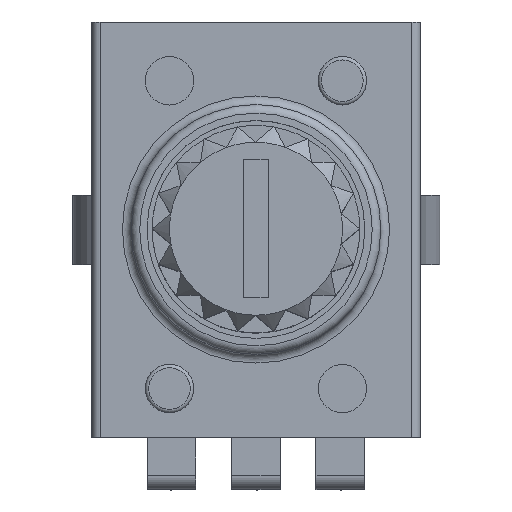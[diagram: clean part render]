
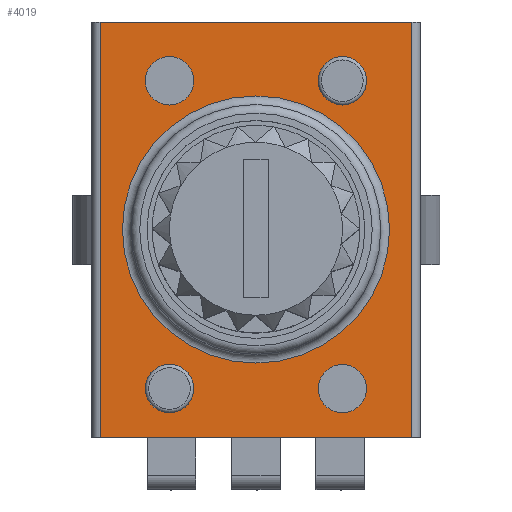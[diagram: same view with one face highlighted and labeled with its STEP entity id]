
A CAD part, top view. The second image highlights one B-rep face of the part: STEP entity #4019.
In plain terms, the highlighted planar face has unit normal (0, 0, 1).
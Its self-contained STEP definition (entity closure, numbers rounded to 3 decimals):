
#61=FACE_BOUND('',#646,.T.);
#62=FACE_BOUND('',#647,.T.);
#63=FACE_BOUND('',#648,.T.);
#64=FACE_BOUND('',#649,.T.);
#65=FACE_BOUND('',#650,.T.);
#194=CIRCLE('',#4314,0.7);
#195=CIRCLE('',#4317,0.7);
#203=CIRCLE('',#4328,3.862);
#204=CIRCLE('',#4333,0.7);
#205=CIRCLE('',#4334,0.7);
#411=FACE_OUTER_BOUND('',#645,.T.);
#645=EDGE_LOOP('',(#2895,#2896,#2897,#2898));
#646=EDGE_LOOP('',(#2899));
#647=EDGE_LOOP('',(#2900));
#648=EDGE_LOOP('',(#2901));
#649=EDGE_LOOP('',(#2902));
#650=EDGE_LOOP('',(#2903));
#929=LINE('',#6547,#1296);
#930=LINE('',#6549,#1297);
#931=LINE('',#6551,#1298);
#932=LINE('',#6552,#1299);
#1296=VECTOR('',#5032,1000.);
#1297=VECTOR('',#5033,1000.);
#1298=VECTOR('',#5034,1000.);
#1299=VECTOR('',#5035,1000.);
#1671=VERTEX_POINT('',#6499);
#1672=VERTEX_POINT('',#6504);
#1678=VERTEX_POINT('',#6521);
#1687=VERTEX_POINT('',#6545);
#1688=VERTEX_POINT('',#6546);
#1689=VERTEX_POINT('',#6548);
#1690=VERTEX_POINT('',#6550);
#1691=VERTEX_POINT('',#6553);
#1692=VERTEX_POINT('',#6555);
#2110=EDGE_CURVE('',#1671,#1671,#194,.T.);
#2112=EDGE_CURVE('',#1672,#1672,#195,.T.);
#2120=EDGE_CURVE('',#1678,#1678,#203,.F.);
#2130=EDGE_CURVE('',#1687,#1688,#929,.T.);
#2131=EDGE_CURVE('',#1688,#1689,#930,.T.);
#2132=EDGE_CURVE('',#1689,#1690,#931,.T.);
#2133=EDGE_CURVE('',#1690,#1687,#932,.T.);
#2134=EDGE_CURVE('',#1691,#1691,#204,.T.);
#2135=EDGE_CURVE('',#1692,#1692,#205,.T.);
#2895=ORIENTED_EDGE('',*,*,#2130,.T.);
#2896=ORIENTED_EDGE('',*,*,#2131,.T.);
#2897=ORIENTED_EDGE('',*,*,#2132,.T.);
#2898=ORIENTED_EDGE('',*,*,#2133,.T.);
#2899=ORIENTED_EDGE('',*,*,#2120,.T.);
#2900=ORIENTED_EDGE('',*,*,#2112,.F.);
#2901=ORIENTED_EDGE('',*,*,#2110,.F.);
#2902=ORIENTED_EDGE('',*,*,#2134,.T.);
#2903=ORIENTED_EDGE('',*,*,#2135,.T.);
#3598=PLANE('',#4332);
#4019=ADVANCED_FACE('',(#411,#61,#62,#63,#64,#65),#3598,.T.);
#4314=AXIS2_PLACEMENT_3D('',#6501,#4984,#4985);
#4317=AXIS2_PLACEMENT_3D('',#6506,#4991,#4992);
#4328=AXIS2_PLACEMENT_3D('',#6523,#5013,#5014);
#4332=AXIS2_PLACEMENT_3D('',#6544,#5030,#5031);
#4333=AXIS2_PLACEMENT_3D('',#6554,#5036,#5037);
#4334=AXIS2_PLACEMENT_3D('',#6556,#5038,#5039);
#4984=DIRECTION('center_axis',(0.,0.,1.));
#4985=DIRECTION('ref_axis',(1.,0.,0.));
#4991=DIRECTION('center_axis',(0.,0.,1.));
#4992=DIRECTION('ref_axis',(1.,0.,0.));
#5013=DIRECTION('center_axis',(0.,0.,1.));
#5014=DIRECTION('ref_axis',(1.,0.,0.));
#5030=DIRECTION('center_axis',(0.,0.,1.));
#5031=DIRECTION('ref_axis',(1.,0.,0.));
#5032=DIRECTION('',(1.,0.,0.));
#5033=DIRECTION('',(0.,1.,0.));
#5034=DIRECTION('',(-1.,0.,0.));
#5035=DIRECTION('',(0.,-1.,0.));
#5036=DIRECTION('center_axis',(0.,0.,-1.));
#5037=DIRECTION('ref_axis',(1.,0.,0.));
#5038=DIRECTION('center_axis',(0.,0.,-1.));
#5039=DIRECTION('ref_axis',(1.,0.,0.));
#6499=CARTESIAN_POINT('',(3.2,4.3,0.));
#6501=CARTESIAN_POINT('Origin',(2.5,4.3,0.));
#6504=CARTESIAN_POINT('',(-1.8,-4.6,0.));
#6506=CARTESIAN_POINT('Origin',(-2.5,-4.6,0.));
#6521=CARTESIAN_POINT('',(-3.862,0.,0.));
#6523=CARTESIAN_POINT('Origin',(0.,0.,0.));
#6544=CARTESIAN_POINT('Origin',(0.,0.,0.));
#6545=CARTESIAN_POINT('',(-4.5,-6.,0.));
#6546=CARTESIAN_POINT('',(4.5,-6.,0.));
#6547=CARTESIAN_POINT('',(-4.75,-6.,0.));
#6548=CARTESIAN_POINT('',(4.5,6.,0.));
#6549=CARTESIAN_POINT('',(4.5,0.,0.));
#6550=CARTESIAN_POINT('',(-4.5,6.,0.));
#6551=CARTESIAN_POINT('',(4.75,6.,0.));
#6552=CARTESIAN_POINT('',(-4.5,0.,0.));
#6553=CARTESIAN_POINT('',(-3.2,4.3,0.));
#6554=CARTESIAN_POINT('Origin',(-2.5,4.3,0.));
#6555=CARTESIAN_POINT('',(1.8,-4.6,0.));
#6556=CARTESIAN_POINT('Origin',(2.5,-4.6,0.));
